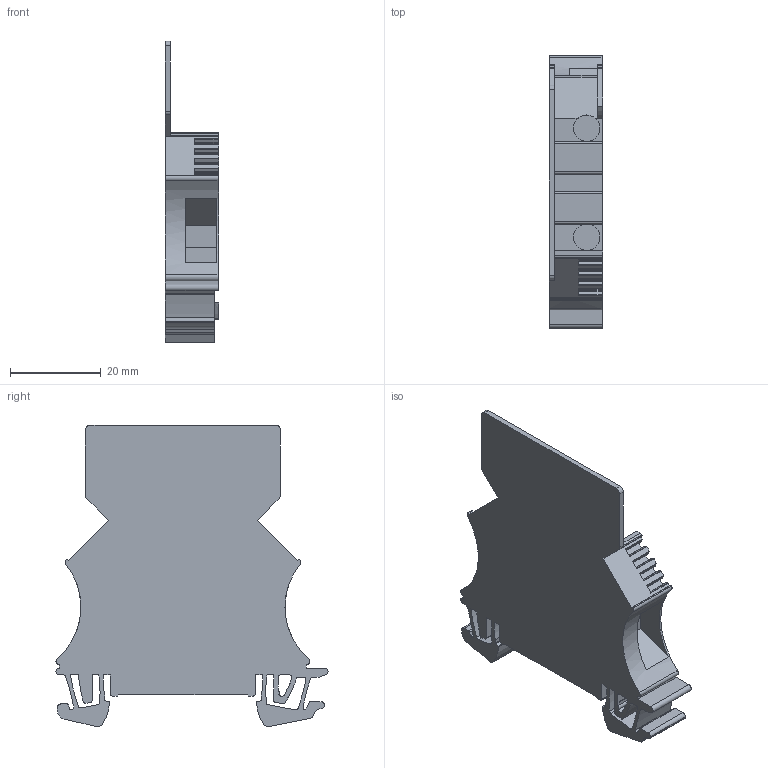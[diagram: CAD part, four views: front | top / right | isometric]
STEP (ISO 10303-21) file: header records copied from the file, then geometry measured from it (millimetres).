
FILE_DESCRIPTION(('CATIA V5 STEP Exchange','CAx-IF Rec.Pracs.--- Model Styling and Organization---1.4--- 2014-01-23'),'2;1');
FILE_NAME ('D1445700_0', '2020-02-28T12:51:55+00:00', ('none'), ('Weidmueller'), 'CATIA Version 5-6 Release 2016 SP3 HF44', 'CATIA V5 STEP AP214', 'none');
FILE_SCHEMA(('AUTOMOTIVE_DESIGN { 1 0 10303 214 1 1 1 1 }'));
Length unit declared in the file: millimetre
Products named in the file (1): 1018400000_WSI_6-2_O-TNHE
Bounding box: 11.9 x 60 x 66.45 mm (x, y, z)
Volume: 20631.3 mm3; surface area: 10332.9 mm2
Topology: 1 solids, 1 shells, 229 faces, 713 edges, 485 vertices
Faces by surface type: plane 141, cylinder 82, extrusion 6
Entity records: 7743 total; most frequent: CARTESIAN_POINT 1566, ORIENTED_EDGE 1426, DIRECTION 1050, EDGE_CURVE 713, VECTOR 496, LINE 490, VERTEX_POINT 485, AXIS2_PLACEMENT_3D 366
